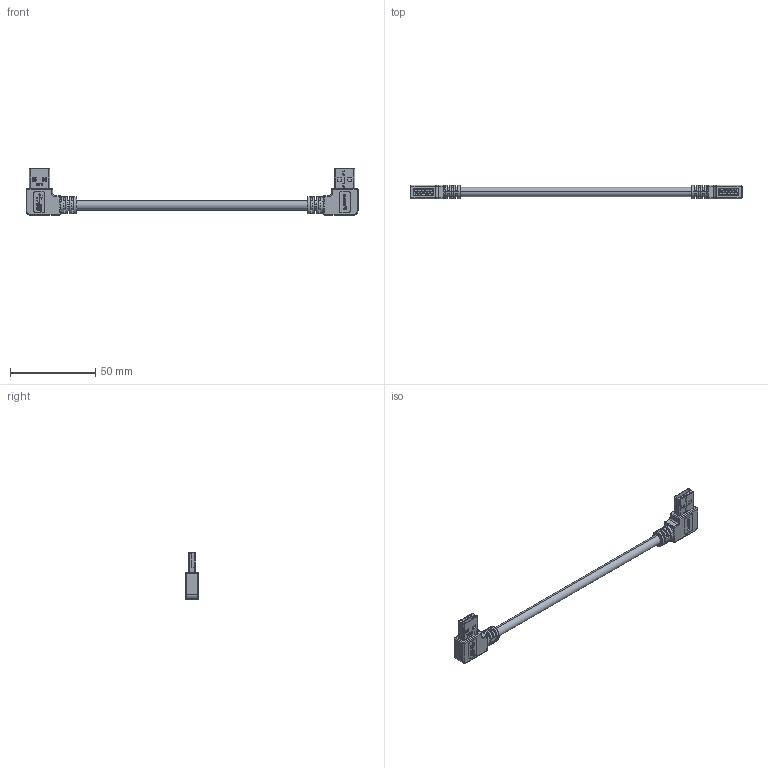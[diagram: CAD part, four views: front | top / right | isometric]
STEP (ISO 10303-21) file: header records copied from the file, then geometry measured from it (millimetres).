
FILE_DESCRIPTION (( 'STEP AP214' ), '1' );
FILE_NAME ('U3A00080.STEP', '2018-03-06T18:53:19', ( '' ), ( '' ), 'SwSTEP 2.0', 'SolidWorks 2017', '' );
FILE_SCHEMA (( 'AUTOMOTIVE_DESIGN' ));
Length unit declared in the file: inch
Products named in the file (8): MTN-905_right logo; 1AA05-072-MA2___; MTN-906; U3A00080; 3AC08-027; 1AA05-072___; 1AA05-072-MA1___; MTN-905_RIGHT WITH LOGO
Assembly tree (8 placements, depth 4):
  U3A00080
    3AC08-027
    MTN-905_RIGHT WITH LOGO  x2
      MTN-905_right logo
      MTN-906
      1AA05-072___
        1AA05-072-MA2___
        1AA05-072-MA1___
Bounding box: 194.4 x 8 x 27.22 mm (x, y, z)
Volume: 10942.9 mm3; surface area: 11034.7 mm2
Topology: 17 solids, 17 shells, 1860 faces, 4998 edges, 3200 vertices
Faces by surface type: plane 1210, cylinder 318, bspline 264, sphere 36, torus 32
Entity records: 38025 total; most frequent: CARTESIAN_POINT 11899, ORIENTED_EDGE 4952, DIRECTION 4162, EDGE_CURVE 2476, VECTOR 1832, LINE 1832, VERTEX_POINT 1602, AXIS2_PLACEMENT_3D 1165
